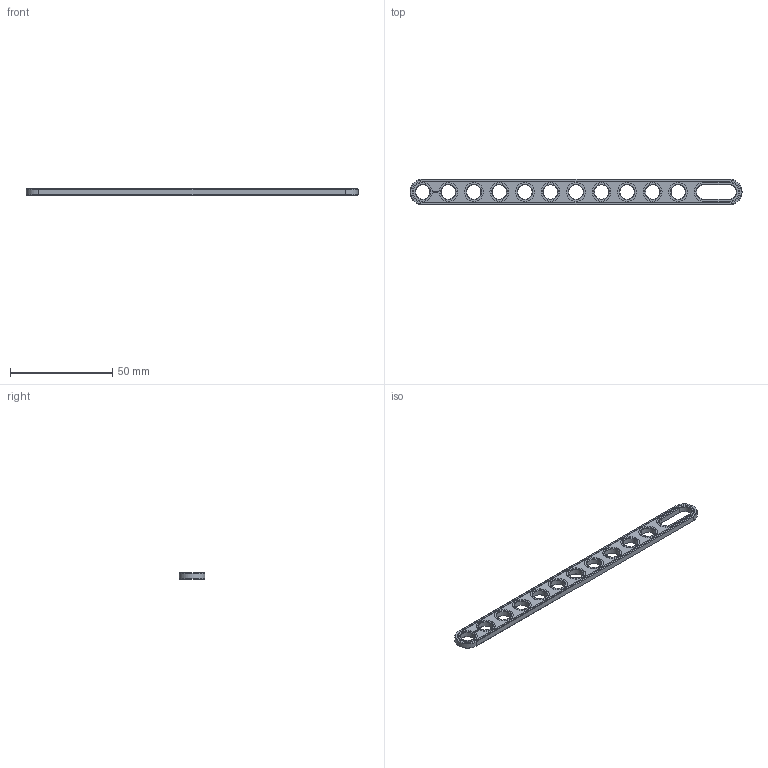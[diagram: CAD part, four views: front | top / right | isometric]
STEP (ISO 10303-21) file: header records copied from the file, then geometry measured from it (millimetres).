
FILE_DESCRIPTION(('FreeCAD Model'),'2;1');
FILE_NAME('Open CASCADE Shape Model','2021-02-26T14:33:48',( 'Paulo Kiefe'),('STEMFIE.org'),'Open CASCADE STEP processor 7.4', 'FreeCAD','Unknown');
FILE_SCHEMA(('AUTOMOTIVE_DESIGN { 1 0 10303 214 1 1 1 1 }'));
Length unit declared in the file: millimetre
Products named in the file (1): Brace_STR_SLT_SE_ERR_-_BU13x01x00.25x02_SPN-BRC-0177_(stemfie.org)
Bounding box: 162.5 x 12.5 x 3.12 mm (x, y, z)
Volume: 4326 mm3; surface area: 4783.4 mm2
Topology: 1 solids, 1 shells, 550 faces, 1482 edges, 979 vertices
Faces by surface type: plane 348, extrusion 142, cone 30, cylinder 30
Full cylindrical faces by diameter (mm): 7 x11, 9.2 x11
Entity records: 37556 total; most frequent: CARTESIAN_POINT 8784, DIRECTION 4764, VECTOR 3706, LINE 3564, ORIENTED_EDGE 2964, PCURVE 2964, DEFINITIONAL_REPRESENTATION 2964, EDGE_CURVE 1482
